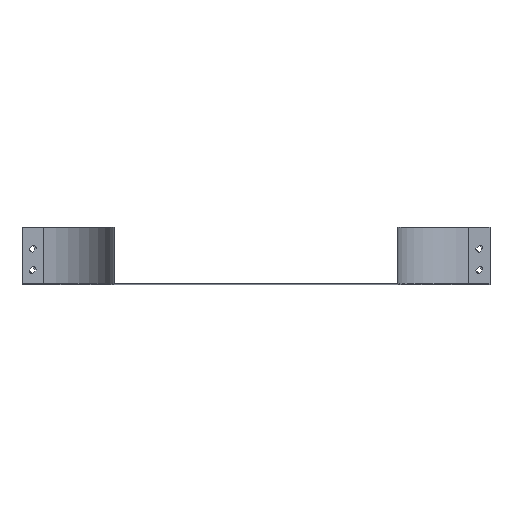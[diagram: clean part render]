
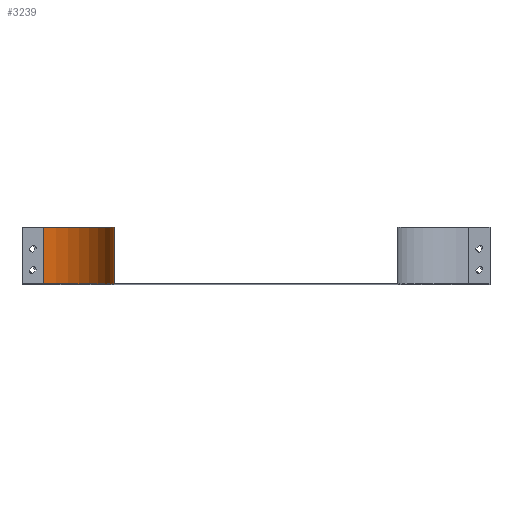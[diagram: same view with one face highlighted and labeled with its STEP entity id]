
A CAD part, top view. The second image highlights one B-rep face of the part: STEP entity #3239.
In plain terms, the highlighted cylindrical face has radius 100 mm (diameter 200 mm), a partial arc.
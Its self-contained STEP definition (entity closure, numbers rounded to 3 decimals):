
#228 = FACE_OUTER_BOUND ( 'NONE', #2911, .T. ) ;
#233 = CYLINDRICAL_SURFACE ( 'NONE', #2859, 100. ) ;
#391 = EDGE_CURVE ( 'NONE', #2076, #2431, #2562, .T. ) ;
#406 = EDGE_CURVE ( 'NONE', #2107, #2076, #2587, .T. ) ;
#407 = EDGE_CURVE ( 'NONE', #2439, #2107, #2586, .T. ) ;
#408 = EDGE_CURVE ( 'NONE', #2439, #2431, #2588, .T. ) ;
#857 = DIRECTION ( 'NONE',  ( 0., 0., -1. ) ) ;
#859 = DIRECTION ( 'NONE',  ( 0., -1., 0. ) ) ;
#860 = CARTESIAN_POINT ( 'NONE',  ( -300., 0.8, -30. ) ) ;
#1470 = ORIENTED_EDGE ( 'NONE', *, *, #408, .T. ) ;
#1732 = AXIS2_PLACEMENT_3D ( 'NONE', #2381, #2380, #2379 ) ;
#1738 = AXIS2_PLACEMENT_3D ( 'NONE', #3009, #3005, #3021 ) ;
#1868 = CARTESIAN_POINT ( 'NONE',  ( -200., 0., -30. ) ) ;
#1899 = CARTESIAN_POINT ( 'NONE',  ( -200., 80., -30. ) ) ;
#1995 = CARTESIAN_POINT ( 'NONE',  ( -300., 0., -130. ) ) ;
#2003 = CARTESIAN_POINT ( 'NONE',  ( -300., 80., -130. ) ) ;
#2076 = VERTEX_POINT ( 'NONE', #1868 ) ;
#2107 = VERTEX_POINT ( 'NONE', #1899 ) ;
#2379 = DIRECTION ( 'NONE',  ( -1., 0., 0. ) ) ;
#2380 = DIRECTION ( 'NONE',  ( 0., -1., 0. ) ) ;
#2381 = CARTESIAN_POINT ( 'NONE',  ( -300., 80., -30. ) ) ;
#2382 = CARTESIAN_POINT ( 'NONE',  ( -300., 0.8, -130. ) ) ;
#2385 = DIRECTION ( 'NONE',  ( 0., -1., 0. ) ) ;
#2390 = DIRECTION ( 'NONE',  ( 0., -1., 0. ) ) ;
#2398 = CARTESIAN_POINT ( 'NONE',  ( -200., 0.8, -30. ) ) ;
#2431 = VERTEX_POINT ( 'NONE', #1995 ) ;
#2439 = VERTEX_POINT ( 'NONE', #2003 ) ;
#2562 = CIRCLE ( 'NONE', #1738, 100. ) ;
#2586 = CIRCLE ( 'NONE', #1732, 100. ) ;
#2587 = LINE ( 'NONE', #2398, #2591 ) ;
#2588 = LINE ( 'NONE', #2382, #2593 ) ;
#2591 = VECTOR ( 'NONE', #2385, 1000. ) ;
#2593 = VECTOR ( 'NONE', #2390, 1000. ) ;
#2859 = AXIS2_PLACEMENT_3D ( 'NONE', #860, #859, #857 ) ;
#2911 = EDGE_LOOP ( 'NONE', ( #2976, #2977, #2978, #1470 ) ) ;
#2976 = ORIENTED_EDGE ( 'NONE', *, *, #391, .F. ) ;
#2977 = ORIENTED_EDGE ( 'NONE', *, *, #406, .F. ) ;
#2978 = ORIENTED_EDGE ( 'NONE', *, *, #407, .F. ) ;
#3005 = DIRECTION ( 'NONE',  ( 0., 1., 0. ) ) ;
#3009 = CARTESIAN_POINT ( 'NONE',  ( -300., 0., -30. ) ) ;
#3021 = DIRECTION ( 'NONE',  ( 0., 0., 1. ) ) ;
#3239 = ADVANCED_FACE ( 'NONE', ( #228 ), #233, .F. ) ;
